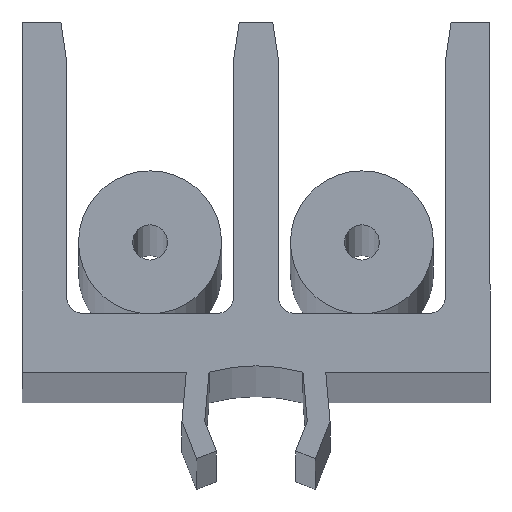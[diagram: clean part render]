
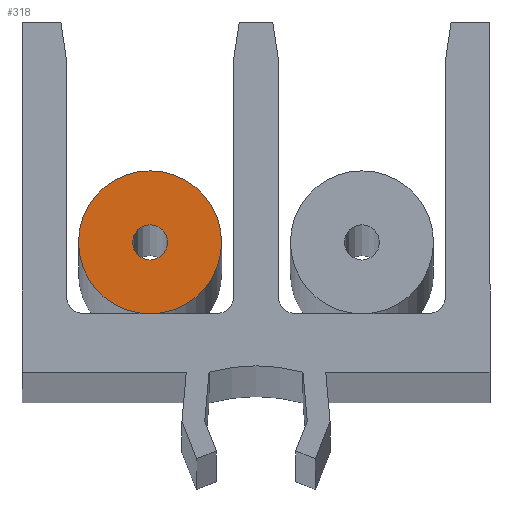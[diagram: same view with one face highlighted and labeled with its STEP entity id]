
A CAD part, top view. The second image highlights one B-rep face of the part: STEP entity #318.
In plain terms, the highlighted planar face has unit normal (0, 0, 1).
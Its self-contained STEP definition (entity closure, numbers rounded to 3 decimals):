
#38 = CARTESIAN_POINT ( 'NONE',  ( 0., 0., 500. ) ) ;
#87 = AXIS2_PLACEMENT_3D ( 'NONE', #749, #736, #319 ) ;
#145 = ORIENTED_EDGE ( 'NONE', *, *, #1244, .T. ) ;
#245 = AXIS2_PLACEMENT_3D ( 'NONE', #384, #255, #1090 ) ;
#255 = DIRECTION ( 'NONE',  ( 0., 0., 1. ) ) ;
#270 = CIRCLE ( 'NONE', #1011, 1. ) ;
#310 = EDGE_CURVE ( 'NONE', #1106, #1073, #549, .T. ) ;
#318 = ADVANCED_FACE ( 'NONE', ( #408, #511 ), #623, .T. ) ;
#319 = DIRECTION ( 'NONE',  ( 1., 0., 0. ) ) ;
#384 = CARTESIAN_POINT ( 'NONE',  ( 0., 0., 500. ) ) ;
#408 = FACE_OUTER_BOUND ( 'NONE', #1423, .T. ) ;
#453 = ORIENTED_EDGE ( 'NONE', *, *, #1248, .F. ) ;
#459 = DIRECTION ( 'NONE',  ( 1., 0., 0. ) ) ;
#504 = DIRECTION ( 'NONE',  ( 1., 0., 0. ) ) ;
#511 = FACE_BOUND ( 'NONE', #878, .T. ) ;
#549 = CIRCLE ( 'NONE', #87, 1. ) ;
#556 = DIRECTION ( 'NONE',  ( 1., 0., 0. ) ) ;
#606 = VERTEX_POINT ( 'NONE', #923 ) ;
#623 = PLANE ( 'NONE',  #656 ) ;
#640 = ORIENTED_EDGE ( 'NONE', *, *, #1403, .T. ) ;
#656 = AXIS2_PLACEMENT_3D ( 'NONE', #1287, #660, #556 ) ;
#660 = DIRECTION ( 'NONE',  ( 0., 0., 1. ) ) ;
#699 = DIRECTION ( 'NONE',  ( 0., 0., 1. ) ) ;
#736 = DIRECTION ( 'NONE',  ( 0., 0., 1. ) ) ;
#749 = CARTESIAN_POINT ( 'NONE',  ( 0., 0., 500. ) ) ;
#878 = EDGE_LOOP ( 'NONE', ( #1147, #453 ) ) ;
#923 = CARTESIAN_POINT ( 'NONE',  ( -4.05, 0., 500. ) ) ;
#969 = CARTESIAN_POINT ( 'NONE',  ( 1., 0., 500. ) ) ;
#1011 = AXIS2_PLACEMENT_3D ( 'NONE', #1354, #699, #459 ) ;
#1073 = VERTEX_POINT ( 'NONE', #969 ) ;
#1079 = CARTESIAN_POINT ( 'NONE',  ( 4.05, 0., 500. ) ) ;
#1085 = VERTEX_POINT ( 'NONE', #1079 ) ;
#1090 = DIRECTION ( 'NONE',  ( 1., 0., 0. ) ) ;
#1106 = VERTEX_POINT ( 'NONE', #1113 ) ;
#1113 = CARTESIAN_POINT ( 'NONE',  ( -1., 0., 500. ) ) ;
#1147 = ORIENTED_EDGE ( 'NONE', *, *, #310, .F. ) ;
#1184 = CIRCLE ( 'NONE', #245, 4.05 ) ;
#1244 = EDGE_CURVE ( 'NONE', #606, #1085, #1184, .T. ) ;
#1248 = EDGE_CURVE ( 'NONE', #1073, #1106, #270, .T. ) ;
#1259 = CIRCLE ( 'NONE', #1363, 4.05 ) ;
#1261 = DIRECTION ( 'NONE',  ( 0., 0., 1. ) ) ;
#1287 = CARTESIAN_POINT ( 'NONE',  ( 0., 0., 500. ) ) ;
#1354 = CARTESIAN_POINT ( 'NONE',  ( 0., 0., 500. ) ) ;
#1363 = AXIS2_PLACEMENT_3D ( 'NONE', #38, #1261, #504 ) ;
#1403 = EDGE_CURVE ( 'NONE', #1085, #606, #1259, .T. ) ;
#1423 = EDGE_LOOP ( 'NONE', ( #145, #640 ) ) ;
